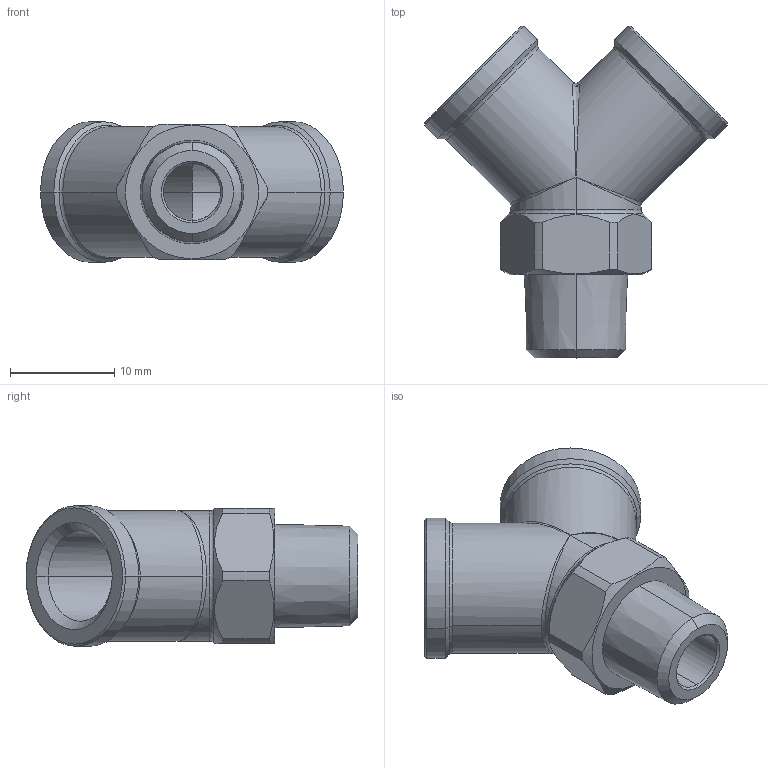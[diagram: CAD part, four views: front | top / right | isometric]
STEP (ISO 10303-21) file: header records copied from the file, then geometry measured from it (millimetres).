
FILE_DESCRIPTION (( 'STEP AP203' ), '1' );
FILE_NAME ('05310001.STEP', '2010-09-13T16:17:00', ( 'Flavio' ), ( '' ), 'SwSTEP 2.0', 'SolidWorks 2009', '' );
FILE_SCHEMA (( 'CONFIG_CONTROL_DESIGN' ));
Length unit declared in the file: millimetre
Products named in the file (1): 05310001
Bounding box: 29.06 x 31.86 x 13.5 mm (x, y, z)
Volume: 2844.9 mm3; surface area: 2686.9 mm2
Topology: 1 solids, 1 shells, 76 faces, 184 edges, 110 vertices
Faces by surface type: cylinder 29, cone 24, plane 14, torus 6, bspline 3
Entity records: 2801 total; most frequent: CARTESIAN_POINT 1051, ORIENTED_EDGE 368, DIRECTION 343, EDGE_CURVE 184, AXIS2_PLACEMENT_3D 145, VERTEX_POINT 110, EDGE_LOOP 80, ADVANCED_FACE 76
